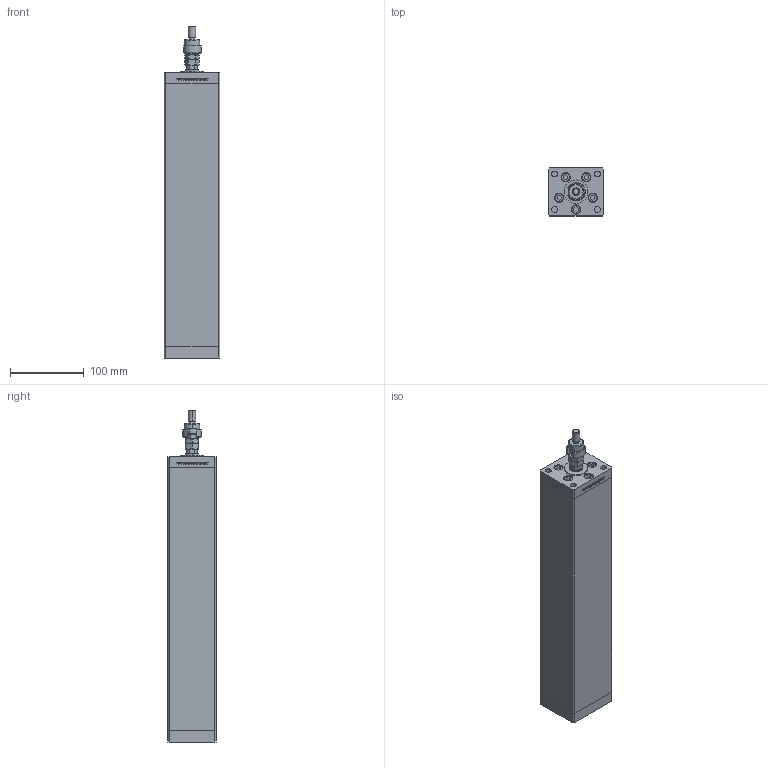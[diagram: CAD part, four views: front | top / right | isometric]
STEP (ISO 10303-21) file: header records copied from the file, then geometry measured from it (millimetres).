
FILE_DESCRIPTION (( 'STEP AP203' ), '1' );
FILE_NAME ('5f1a.STEP', '2024-09-05T10:32:10', ( '' ), ( '' ), 'SwSTEP 2.0', 'SolidWorks 2019', '' );
FILE_SCHEMA (( 'CONFIG_CONTROL_DESIGN' ));
Length unit declared in the file: millimetre
Products named in the file (9): V220C_VC_B 647ac0dde3ef461f035db6a8f900087e; FEMALE_PART_FOR_DFA 647ac0dde3ef461f035db6a8f900087e; ALLEN BOLT 647ac0dde3ef461f035db6a8f900087e; MFA 647ac0dde3ef461f035db6a8f900087e; V220C BACK_B 647ac0dde3ef461f035db6a8f900087e; V220C_B MIDDLE 647ac0dde3ef461f035db6a8f900087e; 5f1a; V220C_FRONT_B 647ac0dde3ef461f035db6a8f900087e; DFA 647ac0dde3ef461f035db6a8f900087e
Assembly tree (17 placements, depth 3):
  5f1a
    V220C_B MIDDLE 647ac0dde3ef461f035db6a8f900087e
    V220C BACK_B 647ac0dde3ef461f035db6a8f900087e
    V220C_FRONT_B 647ac0dde3ef461f035db6a8f900087e
    V220C_VC_B 647ac0dde3ef461f035db6a8f900087e
    ALLEN BOLT 647ac0dde3ef461f035db6a8f900087e  x10
    DFA 647ac0dde3ef461f035db6a8f900087e
      FEMALE_PART_FOR_DFA 647ac0dde3ef461f035db6a8f900087e
      MFA 647ac0dde3ef461f035db6a8f900087e
Bounding box: 75 x 65 x 449 mm (x, y, z)
Volume: 1645184.9 mm3; surface area: 232075.6 mm2
Topology: 16 solids, 16 shells, 1258 faces, 3115 edges, 2027 vertices
Faces by surface type: plane 488, bspline 484, cylinder 152, cone 86, torus 48
Entity records: 54618 total; most frequent: CARTESIAN_POINT 30857, ORIENTED_EDGE 5398, DIRECTION 3163, EDGE_CURVE 2699, VERTEX_POINT 1775, LINE 1369, VECTOR 1369, EDGE_LOOP 1222
